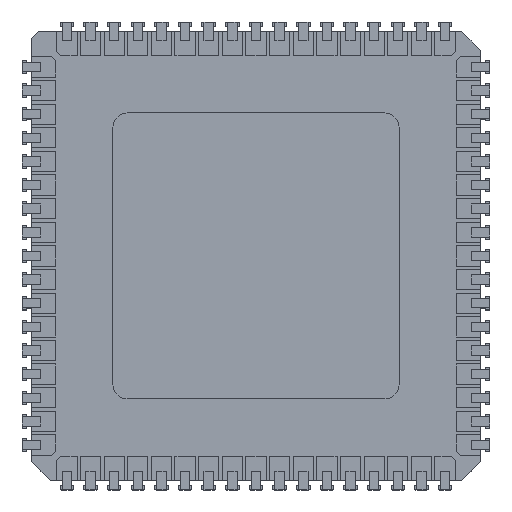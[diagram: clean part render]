
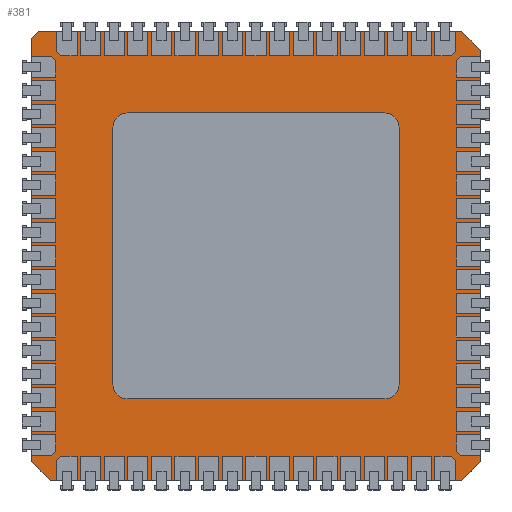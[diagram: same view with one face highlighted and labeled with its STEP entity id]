
A CAD part, top view. The second image highlights one B-rep face of the part: STEP entity #381.
In plain terms, the highlighted face is planar.
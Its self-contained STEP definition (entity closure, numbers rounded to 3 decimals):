
#142=DIRECTION('',(-0.707,0.,0.707));
#143=VECTOR('',#142,0.537);
#144=CARTESIAN_POINT('',(-11.685,2.12,-12.065));
#145=LINE('',#144,#143);
#149=DIRECTION('',(-1.,0.,0.));
#150=VECTOR('',#149,22.73);
#151=CARTESIAN_POINT('',(11.045,2.12,-12.065));
#152=LINE('',#151,#150);
#156=DIRECTION('',(-0.707,0.,-0.707));
#157=VECTOR('',#156,1.442);
#158=CARTESIAN_POINT('',(12.065,2.12,-11.045));
#159=LINE('',#158,#157);
#163=DIRECTION('',(0.,0.,-1.));
#164=VECTOR('',#163,22.09);
#165=CARTESIAN_POINT('',(12.065,2.12,11.045));
#166=LINE('',#165,#164);
#170=DIRECTION('',(0.707,0.,-0.707));
#171=VECTOR('',#170,1.442);
#172=CARTESIAN_POINT('',(11.045,2.12,12.065));
#173=LINE('',#172,#171);
#177=DIRECTION('',(1.,0.,0.));
#178=VECTOR('',#177,22.09);
#179=CARTESIAN_POINT('',(-11.045,2.12,12.065));
#180=LINE('',#179,#178);
#184=DIRECTION('',(0.707,0.,0.707));
#185=VECTOR('',#184,1.442);
#186=CARTESIAN_POINT('',(-12.065,2.12,11.045));
#187=LINE('',#186,#185);
#191=DIRECTION('',(0.,0.,1.));
#192=VECTOR('',#191,22.73);
#193=CARTESIAN_POINT('',(-12.065,2.12,-11.685));
#194=LINE('',#193,#192);
#202=CARTESIAN_POINT('',(-11.685,2.12,-12.065));
#203=VERTEX_POINT('',#202);
#204=CARTESIAN_POINT('',(-12.065,2.12,-11.685));
#205=VERTEX_POINT('',#204);
#210=CARTESIAN_POINT('',(12.065,2.12,-11.045));
#211=VERTEX_POINT('',#210);
#212=CARTESIAN_POINT('',(11.045,2.12,-12.065));
#213=VERTEX_POINT('',#212);
#218=CARTESIAN_POINT('',(11.045,2.12,12.065));
#219=VERTEX_POINT('',#218);
#220=CARTESIAN_POINT('',(12.065,2.12,11.045));
#221=VERTEX_POINT('',#220);
#226=CARTESIAN_POINT('',(-12.065,2.12,11.045));
#227=VERTEX_POINT('',#226);
#228=CARTESIAN_POINT('',(-11.045,2.12,12.065));
#229=VERTEX_POINT('',#228);
#366=CARTESIAN_POINT('',(0.,2.12,0.));
#367=DIRECTION('',(0.,1.,0.));
#368=DIRECTION('',(1.,0.,0.));
#369=AXIS2_PLACEMENT_3D('',#366,#367,#368);
#370=PLANE('',#369);
#371=ORIENTED_EDGE('',*,*,#262,.F.);
#372=ORIENTED_EDGE('',*,*,#278,.F.);
#373=ORIENTED_EDGE('',*,*,#291,.F.);
#374=ORIENTED_EDGE('',*,*,#306,.F.);
#375=ORIENTED_EDGE('',*,*,#319,.F.);
#376=ORIENTED_EDGE('',*,*,#334,.F.);
#377=ORIENTED_EDGE('',*,*,#347,.F.);
#378=ORIENTED_EDGE('',*,*,#359,.F.);
#379=EDGE_LOOP('',(#371,#372,#373,#374,#375,#376,#377,#378));
#380=FACE_OUTER_BOUND('',#379,.F.);
#381=ADVANCED_FACE('',(#380),#370,.T.);
#262=EDGE_CURVE('',#203,#205,#145,.T.);
#278=EDGE_CURVE('',#213,#203,#152,.T.);
#291=EDGE_CURVE('',#211,#213,#159,.T.);
#306=EDGE_CURVE('',#221,#211,#166,.T.);
#319=EDGE_CURVE('',#219,#221,#173,.T.);
#334=EDGE_CURVE('',#229,#219,#180,.T.);
#347=EDGE_CURVE('',#227,#229,#187,.T.);
#359=EDGE_CURVE('',#205,#227,#194,.T.);
